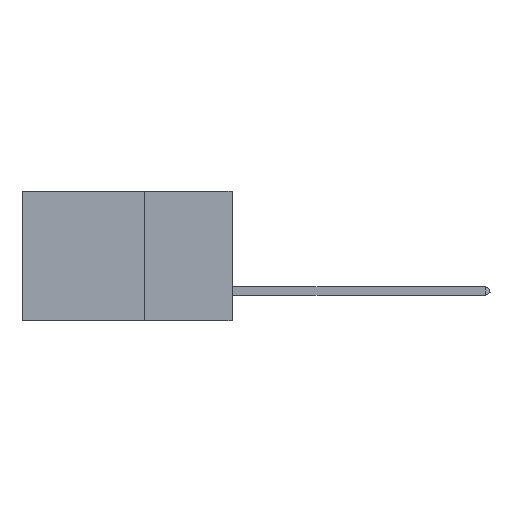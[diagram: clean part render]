
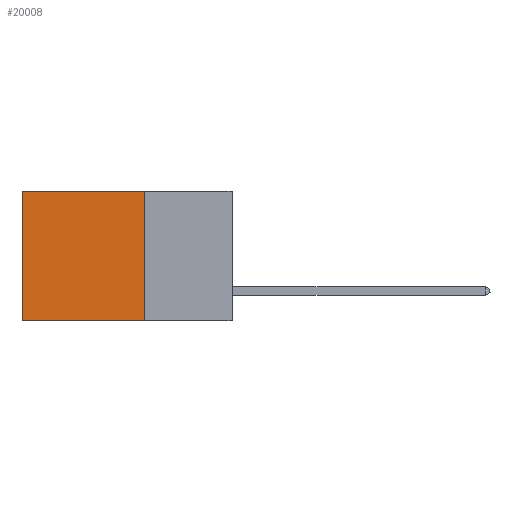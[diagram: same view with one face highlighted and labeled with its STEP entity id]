
A CAD part, left-side view. The second image highlights one B-rep face of the part: STEP entity #20008.
In plain terms, the highlighted planar face has unit normal (-1, 0, 0).
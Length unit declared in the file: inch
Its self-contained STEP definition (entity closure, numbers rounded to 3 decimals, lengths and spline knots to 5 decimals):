
#1191 = VERTEX_POINT ( 'NONE', #10925 ) ;
#2167 = CARTESIAN_POINT ( 'NONE',  ( 0.2875, 0.25, 0. ) ) ;
#2334 = DIRECTION ( 'NONE',  ( 0., 1., 0. ) ) ;
#2598 = DIRECTION ( 'NONE',  ( 0., 0., -1. ) ) ;
#5198 = AXIS2_PLACEMENT_3D ( 'NONE', #27669, #30043, #2598 ) ;
#7048 = LINE ( 'NONE', #7608, #29642 ) ;
#7374 = EDGE_CURVE ( 'NONE', #1191, #8339, #8334, .T. ) ;
#7608 = CARTESIAN_POINT ( 'NONE',  ( 0.2875, 0.25, -0.37 ) ) ;
#7694 = VECTOR ( 'NONE', #19808, 39.37008 ) ;
#8284 = LINE ( 'NONE', #2167, #27931 ) ;
#8334 = LINE ( 'NONE', #20389, #24972 ) ;
#8339 = VERTEX_POINT ( 'NONE', #25998 ) ;
#8460 = PLANE ( 'NONE',  #5198 ) ;
#9775 = ORIENTED_EDGE ( 'NONE', *, *, #33005, .F. ) ;
#9893 = FACE_OUTER_BOUND ( 'NONE', #31999, .T. ) ;
#10925 = CARTESIAN_POINT ( 'NONE',  ( 0.2875, 0.6, 0. ) ) ;
#11557 = LINE ( 'NONE', #17086, #7694 ) ;
#11811 = VERTEX_POINT ( 'NONE', #21205 ) ;
#13587 = EDGE_CURVE ( 'NONE', #23705, #8339, #7048, .T. ) ;
#14312 = EDGE_CURVE ( 'NONE', #11811, #1191, #8284, .T. ) ;
#16260 = ORIENTED_EDGE ( 'NONE', *, *, #13587, .F. ) ;
#17086 = CARTESIAN_POINT ( 'NONE',  ( 0.2875, 0.25, 0. ) ) ;
#17781 = DIRECTION ( 'NONE',  ( 0., 0., -1. ) ) ;
#19808 = DIRECTION ( 'NONE',  ( 0., 0., -1. ) ) ;
#20008 = ADVANCED_FACE ( 'NONE', ( #9893 ), #8460, .F. ) ;
#20389 = CARTESIAN_POINT ( 'NONE',  ( 0.2875, 0.6, 0. ) ) ;
#21205 = CARTESIAN_POINT ( 'NONE',  ( 0.2875, 0.25, 0. ) ) ;
#21973 = ORIENTED_EDGE ( 'NONE', *, *, #14312, .T. ) ;
#23551 = CARTESIAN_POINT ( 'NONE',  ( 0.2875, 0.25, -0.37 ) ) ;
#23705 = VERTEX_POINT ( 'NONE', #23551 ) ;
#24972 = VECTOR ( 'NONE', #17781, 39.37008 ) ;
#25998 = CARTESIAN_POINT ( 'NONE',  ( 0.2875, 0.6, -0.37 ) ) ;
#27128 = DIRECTION ( 'NONE',  ( 0., 1., 0. ) ) ;
#27464 = ORIENTED_EDGE ( 'NONE', *, *, #7374, .T. ) ;
#27669 = CARTESIAN_POINT ( 'NONE',  ( 0.2875, 0.25, 0. ) ) ;
#27931 = VECTOR ( 'NONE', #27128, 39.37008 ) ;
#29642 = VECTOR ( 'NONE', #2334, 39.37008 ) ;
#30043 = DIRECTION ( 'NONE',  ( 1., 0., 0. ) ) ;
#31999 = EDGE_LOOP ( 'NONE', ( #27464, #16260, #9775, #21973 ) ) ;
#33005 = EDGE_CURVE ( 'NONE', #11811, #23705, #11557, .T. ) ;
